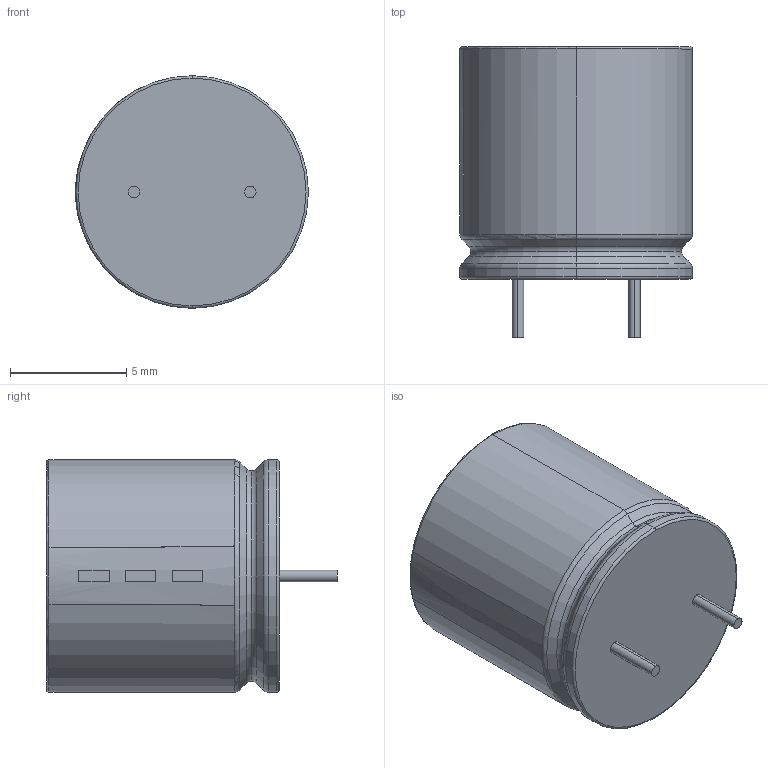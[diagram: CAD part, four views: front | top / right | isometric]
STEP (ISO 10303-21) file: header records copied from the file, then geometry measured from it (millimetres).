
FILE_DESCRIPTION (( 'STEP AP214' ), '1' );
FILE_NAME ('SSC10 H10.STEP', '2022-08-12T09:08:57', ( '' ), ( '' ), 'SwSTEP 2.0', 'SolidWorks 2021', '' );
FILE_SCHEMA (( 'AUTOMOTIVE_DESIGN' ));
Length unit declared in the file: millimetre
Products named in the file (1): SSC10 H10
Bounding box: 10.01 x 12.5 x 10 mm (x, y, z)
Volume: 774.5 mm3; surface area: 485 mm2
Topology: 1 solids, 1 shells, 57 faces, 125 edges, 76 vertices
Faces by surface type: cylinder 15, bspline 14, torus 12, plane 12, cone 4
Entity records: 2225 total; most frequent: CARTESIAN_POINT 935, ORIENTED_EDGE 250, DIRECTION 226, EDGE_CURVE 125, AXIS2_PLACEMENT_3D 104, VERTEX_POINT 76, EDGE_LOOP 63, CIRCLE 60
